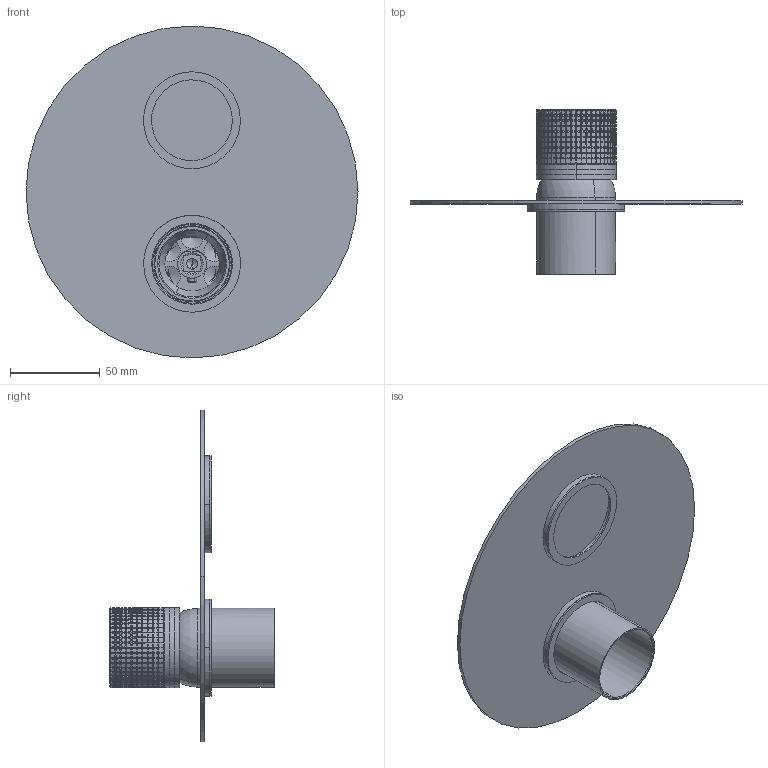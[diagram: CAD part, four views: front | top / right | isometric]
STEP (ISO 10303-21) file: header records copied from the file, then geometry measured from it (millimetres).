
FILE_DESCRIPTION(('CATIA V5 STEP Exchange','CAx-IF Rec.Pracs.--- Model Styling and Organization---1.5--- 2016-08-15','CAx-IF Rec.Pracs.---Supplemental Geometry---1.0---2011-11-01','CAx-IF Rec.Pracs.--- Composite Materials ---3.4---2017-06-13','CAx-IF Rec.Pracs.---Tessellated 3D Geometry---1.0---2015-12-17'),'2;1');
FILE_NAME('X10BM01.stp','2022-09-15T12:47:03+00:00',('none'),('none'),'CATIA Version 5-6 Release 2020 SP2','CATIA V5 STEP AP242 v2','none');
FILE_SCHEMA(('AP242_MANAGED_MODEL_BASED_3D_ENGINEERING_MIM_LF {1 0 10303 442 1 1 4}'));
Products named in the file (3): X10BM01; xx 00220 0; P47260
Assembly tree (2 placements, depth 2):
  X10BM01
    xx 00220 0
    P47260
Bounding box: 185 x 91.5 x 185 mm (x, y, z)
Volume: 92418.8 mm3; surface area: 91920.7 mm2
Topology: 9 solids, 9 shells, 2751 faces, 8700 edges, 5961 vertices
Faces by surface type: plane 902, cone 704, cylinder 543, extrusion 428, torus 170, sphere 2, bspline 2
Entity records: 100880 total; most frequent: CARTESIAN_POINT 40708, ORIENTED_EDGE 17372, EDGE_CURVE 8686, B_SPLINE_CURVE_WITH_KNOTS 6170, VERTEX_POINT 5961, DIRECTION 3728, EDGE_LOOP 2777, ADVANCED_FACE 2751
